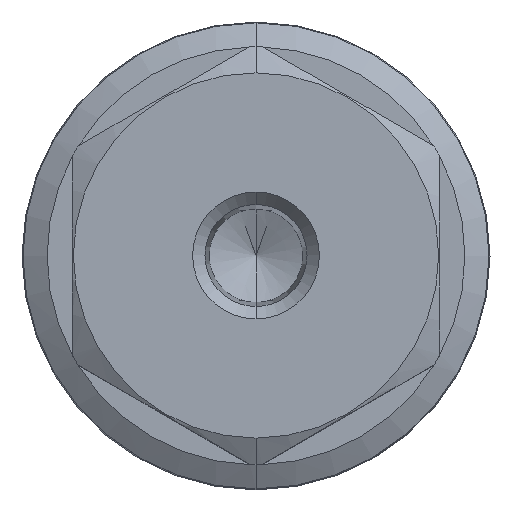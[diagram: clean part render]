
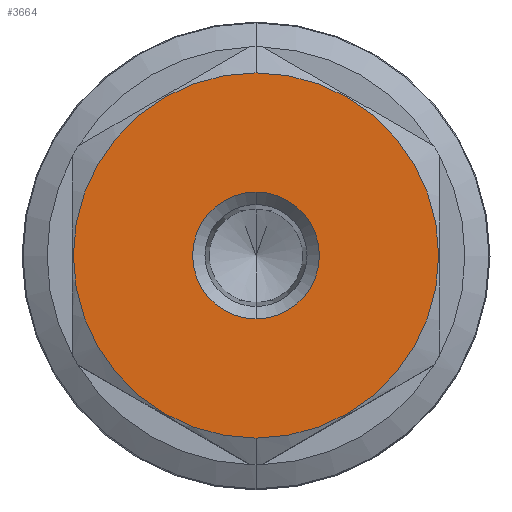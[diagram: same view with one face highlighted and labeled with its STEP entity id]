
A CAD part, top view. The second image highlights one B-rep face of the part: STEP entity #3664.
In plain terms, the highlighted planar face has unit normal (0, 0, 1).
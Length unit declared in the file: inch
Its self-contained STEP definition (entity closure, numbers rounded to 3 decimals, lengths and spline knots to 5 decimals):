
#811=CARTESIAN_POINT('',(0.,0.,4.811));
#812=DIRECTION('',(0.,0.,1.));
#813=DIRECTION('',(0.,-1.,0.));
#814=AXIS2_PLACEMENT_3D('',#811,#812,#813);
#816=CARTESIAN_POINT('',(0.,0.,4.811));
#817=DIRECTION('',(0.,0.,1.));
#818=DIRECTION('',(0.,1.,0.));
#819=AXIS2_PLACEMENT_3D('',#816,#817,#818);
#821=CARTESIAN_POINT('',(0.,0.,4.811));
#822=DIRECTION('',(0.,0.,1.));
#823=DIRECTION('',(0.,-1.,0.));
#824=AXIS2_PLACEMENT_3D('',#821,#822,#823);
#826=CARTESIAN_POINT('',(0.,0.,4.811));
#827=DIRECTION('',(0.,0.,1.));
#828=DIRECTION('',(0.,1.,0.));
#829=AXIS2_PLACEMENT_3D('',#826,#827,#828);
#2335=CARTESIAN_POINT('',(0.,-0.807,4.811));
#2336=CARTESIAN_POINT('',(0.,0.807,4.811));
#2337=VERTEX_POINT('',#2335);
#2338=VERTEX_POINT('',#2336);
#2409=CARTESIAN_POINT('',(0.,-0.28,4.811));
#2410=CARTESIAN_POINT('',(0.,0.28,4.811));
#2411=VERTEX_POINT('',#2409);
#2412=VERTEX_POINT('',#2410);
#3649=CARTESIAN_POINT('',(0.,0.,4.811));
#3650=DIRECTION('',(0.,0.,1.));
#3651=DIRECTION('',(0.,1.,0.));
#3652=AXIS2_PLACEMENT_3D('',#3649,#3650,#3651);
#3653=PLANE('',#3652);
#3654=ORIENTED_EDGE('',*,*,#3419,.F.);
#3655=ORIENTED_EDGE('',*,*,#3640,.F.);
#3656=EDGE_LOOP('',(#3654,#3655));
#3657=FACE_OUTER_BOUND('',#3656,.F.);
#3659=ORIENTED_EDGE('',*,*,#3658,.T.);
#3661=ORIENTED_EDGE('',*,*,#3660,.T.);
#3662=EDGE_LOOP('',(#3659,#3661));
#3663=FACE_BOUND('',#3662,.F.);
#3664=ADVANCED_FACE('',(#3657,#3663),#3653,.T.);
#815=CIRCLE('',#814,0.807);
#820=CIRCLE('',#819,0.807);
#825=CIRCLE('',#824,0.28);
#830=CIRCLE('',#829,0.28);
#3419=EDGE_CURVE('',#2337,#2338,#815,.T.);
#3640=EDGE_CURVE('',#2338,#2337,#820,.T.);
#3658=EDGE_CURVE('',#2411,#2412,#825,.T.);
#3660=EDGE_CURVE('',#2412,#2411,#830,.T.);
